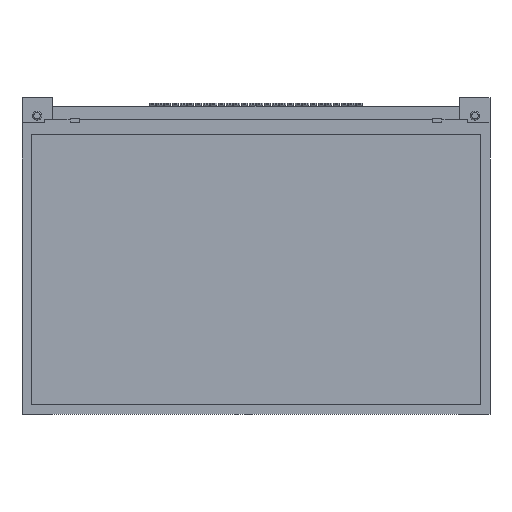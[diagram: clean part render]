
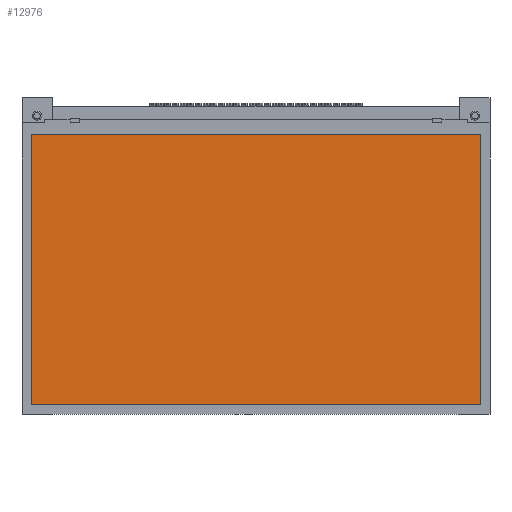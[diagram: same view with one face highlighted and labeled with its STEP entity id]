
A CAD part, front view. The second image highlights one B-rep face of the part: STEP entity #12976.
In plain terms, the highlighted planar face has unit normal (0, -1, 0).
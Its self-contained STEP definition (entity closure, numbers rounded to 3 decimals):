
#17 = CARTESIAN_POINT ( 'NONE',  ( 37.136, 0., 20.159 ) ) ;
#338 = VECTOR ( 'NONE', #7274, 1000. ) ;
#904 = DIRECTION ( 'NONE',  ( 0., 0., -1. ) ) ;
#1263 = LINE ( 'NONE', #10828, #338 ) ;
#1605 = VERTEX_POINT ( 'NONE', #1997 ) ;
#1997 = CARTESIAN_POINT ( 'NONE',  ( -37.136, 0., -24.583 ) ) ;
#2503 = VERTEX_POINT ( 'NONE', #17 ) ;
#4226 = CARTESIAN_POINT ( 'NONE',  ( 0., 0., 20.159 ) ) ;
#4733 = ORIENTED_EDGE ( 'NONE', *, *, #12721, .F. ) ;
#4864 = VECTOR ( 'NONE', #904, 1000. ) ;
#5150 = ORIENTED_EDGE ( 'NONE', *, *, #12205, .T. ) ;
#5253 = CARTESIAN_POINT ( 'NONE',  ( 0., 0., 0. ) ) ;
#5425 = DIRECTION ( 'NONE',  ( 0., 1., 0. ) ) ;
#6083 = CARTESIAN_POINT ( 'NONE',  ( -37.136, 0., 20.159 ) ) ;
#6388 = EDGE_CURVE ( 'NONE', #2503, #11202, #12832, .T. ) ;
#6520 = DIRECTION ( 'NONE',  ( 0., 0., 1. ) ) ;
#6794 = AXIS2_PLACEMENT_3D ( 'NONE', #5253, #5425, #6520 ) ;
#6844 = VECTOR ( 'NONE', #11583, 1000. ) ;
#6909 = LINE ( 'NONE', #4226, #8231 ) ;
#7274 = DIRECTION ( 'NONE',  ( -1., 0., 0. ) ) ;
#7790 = PLANE ( 'NONE',  #6794 ) ;
#8103 = CARTESIAN_POINT ( 'NONE',  ( -37.136, 0., -24.583 ) ) ;
#8231 = VECTOR ( 'NONE', #13764, 1000. ) ;
#8552 = ORIENTED_EDGE ( 'NONE', *, *, #6388, .F. ) ;
#8805 = CARTESIAN_POINT ( 'NONE',  ( 37.136, 0., -24.583 ) ) ;
#8821 = LINE ( 'NONE', #8103, #4864 ) ;
#9326 = FACE_OUTER_BOUND ( 'NONE', #11604, .T. ) ;
#10049 = EDGE_CURVE ( 'NONE', #11202, #1605, #1263, .T. ) ;
#10380 = CARTESIAN_POINT ( 'NONE',  ( 37.136, 0., -24.583 ) ) ;
#10828 = CARTESIAN_POINT ( 'NONE',  ( 0., 0., -24.583 ) ) ;
#11202 = VERTEX_POINT ( 'NONE', #8805 ) ;
#11583 = DIRECTION ( 'NONE',  ( 0., 0., -1. ) ) ;
#11604 = EDGE_LOOP ( 'NONE', ( #4733, #5150, #14721, #8552 ) ) ;
#12205 = EDGE_CURVE ( 'NONE', #13785, #1605, #8821, .T. ) ;
#12721 = EDGE_CURVE ( 'NONE', #13785, #2503, #6909, .T. ) ;
#12832 = LINE ( 'NONE', #10380, #6844 ) ;
#12976 = ADVANCED_FACE ( 'NONE', ( #9326 ), #7790, .F. ) ;
#13764 = DIRECTION ( 'NONE',  ( 1., 0., 0. ) ) ;
#13785 = VERTEX_POINT ( 'NONE', #6083 ) ;
#14721 = ORIENTED_EDGE ( 'NONE', *, *, #10049, .F. ) ;
